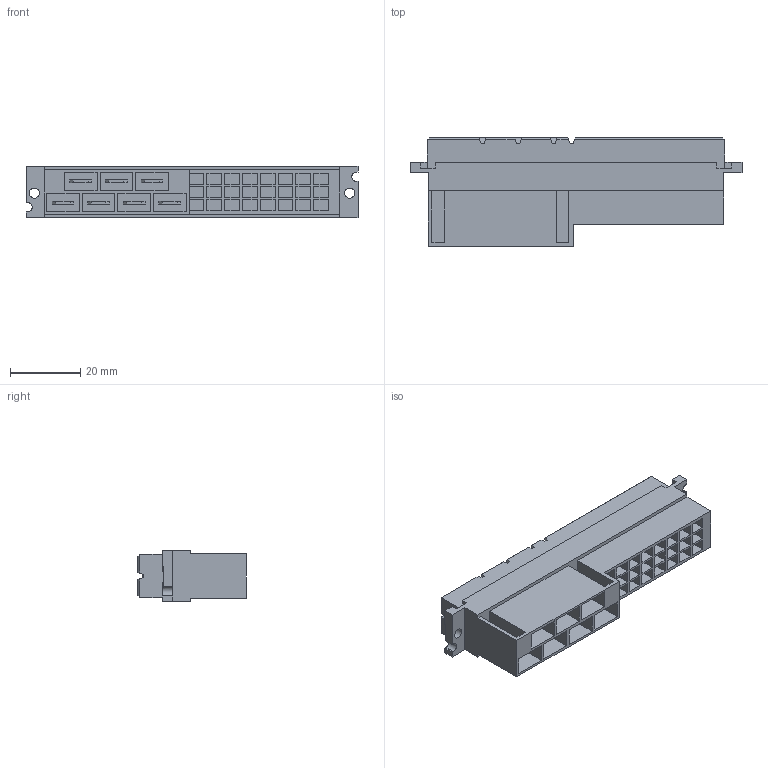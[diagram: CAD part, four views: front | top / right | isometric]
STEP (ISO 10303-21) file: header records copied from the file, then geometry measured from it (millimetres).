
FILE_DESCRIPTION(/* description */ (''),/* implementation_level */ '2;1');
FILE_NAME(/* name */ '100102304ugm000_b.stp',/* time_stamp */ '2015-03-03T12:10:04+01:00',/* author */ (''),/* organization */ (''),/* preprocessor_version */ 'ST-DEVELOPER v15',/* originating_system */ 'SIEMENS PLM Software NX 8.5',/* authorisation */ '');
FILE_SCHEMA (('AUTOMOTIVE_DESIGN { 1 0 10303 214 3 1 1 1 }'));
Length unit declared in the file: millimetre
Products named in the file (1): 100102304ugm000_b
Bounding box: 94.75 x 30.92 x 14.7 mm (x, y, z)
Volume: 24501.3 mm3; surface area: 14454.4 mm2
Topology: 1 solids, 1 shells, 486 faces, 1250 edges, 834 vertices
Faces by surface type: plane 482, cylinder 4
Full cylindrical faces by diameter (mm): 2.87 x2
Entity records: 17557 total; most frequent: CARTESIAN_POINT 2569, ORIENTED_EDGE 2496, DIRECTION 2231, EDGE_CURVE 1248, LINE 1239, VECTOR 1239, VERTEX_POINT 832, EDGE_LOOP 558
